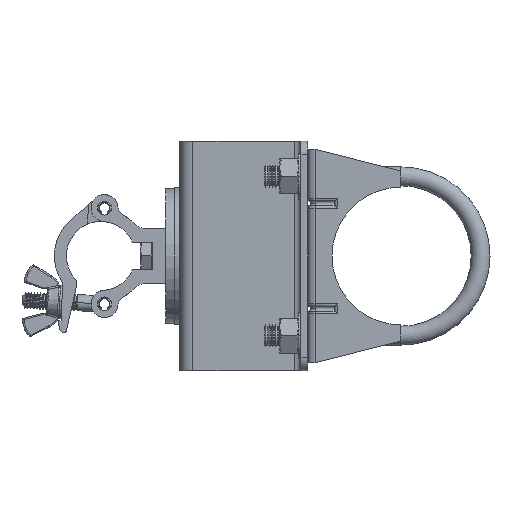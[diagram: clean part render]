
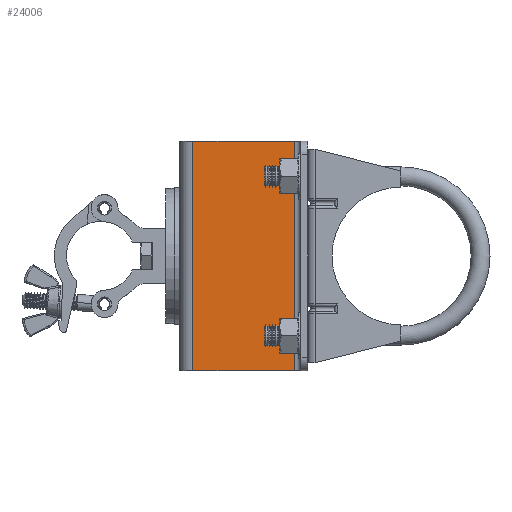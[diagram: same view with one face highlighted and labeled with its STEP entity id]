
A CAD part, left-side view. The second image highlights one B-rep face of the part: STEP entity #24006.
In plain terms, the highlighted planar face has unit normal (-1, 0, 0).
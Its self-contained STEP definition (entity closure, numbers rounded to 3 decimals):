
#1785 = CARTESIAN_POINT ( 'NONE',  ( -32., -42.5, 42.5 ) ) ;
#2371 = VECTOR ( 'NONE', #7308, 1000. ) ;
#4737 = DIRECTION ( 'NONE',  ( 0., 0., -1. ) ) ;
#5121 = EDGE_CURVE ( 'NONE', #21827, #16951, #38820, .T. ) ;
#5221 = ORIENTED_EDGE ( 'NONE', *, *, #5121, .T. ) ;
#5352 = DIRECTION ( 'NONE',  ( 0., 0., 1. ) ) ;
#6970 = CARTESIAN_POINT ( 'NONE',  ( -32., -5., 42.5 ) ) ;
#7308 = DIRECTION ( 'NONE',  ( 0., 0., -1. ) ) ;
#9492 = ORIENTED_EDGE ( 'NONE', *, *, #39748, .F. ) ;
#9567 = LINE ( 'NONE', #37549, #13923 ) ;
#10572 = CARTESIAN_POINT ( 'NONE',  ( -32., -42.5, 42.5 ) ) ;
#11614 = DIRECTION ( 'NONE',  ( -1., 0., 0. ) ) ;
#12794 = VERTEX_POINT ( 'NONE', #32396 ) ;
#13075 = AXIS2_PLACEMENT_3D ( 'NONE', #17552, #11614, #5352 ) ;
#13923 = VECTOR ( 'NONE', #21985, 1000. ) ;
#16951 = VERTEX_POINT ( 'NONE', #18643 ) ;
#17552 = CARTESIAN_POINT ( 'NONE',  ( -32., -45., 42.5 ) ) ;
#17824 = LINE ( 'NONE', #10572, #2371 ) ;
#18643 = CARTESIAN_POINT ( 'NONE',  ( -32., -5., -42.5 ) ) ;
#20230 = CARTESIAN_POINT ( 'NONE',  ( -32., -45., 42.5 ) ) ;
#21827 = VERTEX_POINT ( 'NONE', #6970 ) ;
#21985 = DIRECTION ( 'NONE',  ( 0., 1., 0. ) ) ;
#23295 = CARTESIAN_POINT ( 'NONE',  ( -32., -5., 42.5 ) ) ;
#23595 = VERTEX_POINT ( 'NONE', #1785 ) ;
#24006 = ADVANCED_FACE ( 'NONE', ( #30849 ), #39300, .T. ) ;
#27484 = VECTOR ( 'NONE', #29700, 1000. ) ;
#28147 = VECTOR ( 'NONE', #4737, 1000. ) ;
#29700 = DIRECTION ( 'NONE',  ( 0., 1., 0. ) ) ;
#30835 = LINE ( 'NONE', #20230, #27484 ) ;
#30849 = FACE_OUTER_BOUND ( 'NONE', #31018, .T. ) ;
#31018 = EDGE_LOOP ( 'NONE', ( #9492, #38320, #31781, #5221 ) ) ;
#31781 = ORIENTED_EDGE ( 'NONE', *, *, #37792, .T. ) ;
#32396 = CARTESIAN_POINT ( 'NONE',  ( -32., -42.5, -42.5 ) ) ;
#37134 = EDGE_CURVE ( 'NONE', #23595, #12794, #17824, .T. ) ;
#37549 = CARTESIAN_POINT ( 'NONE',  ( -32., -45., -42.5 ) ) ;
#37792 = EDGE_CURVE ( 'NONE', #23595, #21827, #30835, .T. ) ;
#38320 = ORIENTED_EDGE ( 'NONE', *, *, #37134, .F. ) ;
#38820 = LINE ( 'NONE', #23295, #28147 ) ;
#39300 = PLANE ( 'NONE',  #13075 ) ;
#39748 = EDGE_CURVE ( 'NONE', #12794, #16951, #9567, .T. ) ;
